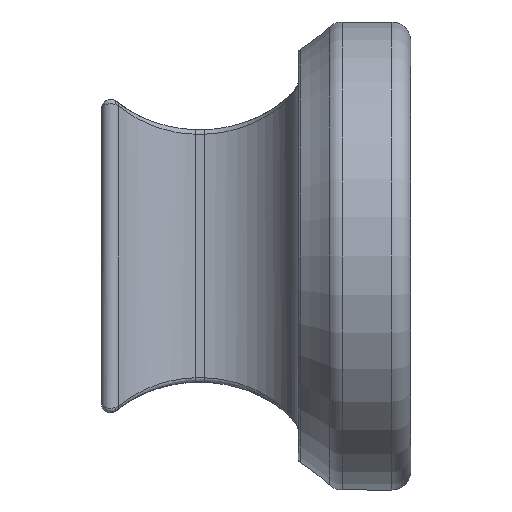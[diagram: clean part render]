
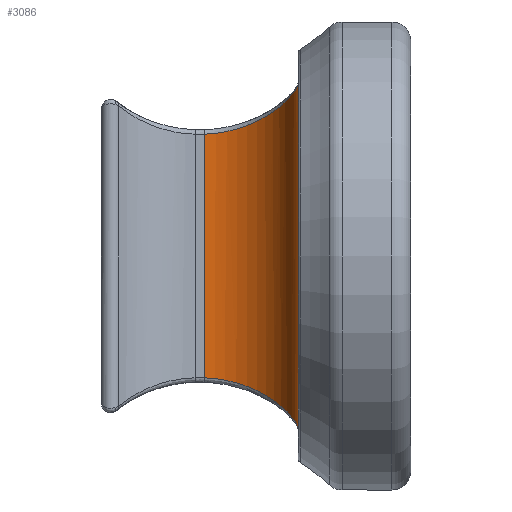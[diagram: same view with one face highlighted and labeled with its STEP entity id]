
A CAD part, front view. The second image highlights one B-rep face of the part: STEP entity #3086.
In plain terms, the highlighted cylindrical face has radius 10 mm (diameter 20 mm), a partial arc.
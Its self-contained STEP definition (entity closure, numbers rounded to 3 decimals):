
#91=LINE('',#5340,#273);
#92=LINE('',#5341,#274);
#273=VECTOR('',#3709,10.);
#274=VECTOR('',#3710,10.);
#453=CYLINDRICAL_SURFACE('',#3307,10.);
#740=FACE_OUTER_BOUND('',#921,.T.);
#921=EDGE_LOOP('',(#2243,#2244,#2245,#2246));
#1120=B_SPLINE_CURVE_WITH_KNOTS('',3,(#5240,#5241,#5242,#5243,#5244,#5245,
#5246),.UNSPECIFIED.,.F.,.F.,(4,1,1,1,4),(-1.749,-1.25,
-0.75,-0.5,0.),.UNSPECIFIED.);
#1121=B_SPLINE_CURVE_WITH_KNOTS('',3,(#5304,#5305,#5306,#5307,#5308,#5309,
#5310),.UNSPECIFIED.,.F.,.F.,(4,1,1,1,4),(-1.749,-1.25,
-0.75,-0.5,0.),
 .UNSPECIFIED.);
#1411=VERTEX_POINT('',#5190);
#1412=VERTEX_POINT('',#5238);
#1415=VERTEX_POINT('',#5257);
#1416=VERTEX_POINT('',#5302);
#1718=EDGE_CURVE('',#1412,#1411,#1120,.T.);
#1727=EDGE_CURVE('',#1416,#1415,#1121,.T.);
#1729=EDGE_CURVE('',#1416,#1411,#91,.T.);
#1730=EDGE_CURVE('',#1412,#1415,#92,.T.);
#2243=ORIENTED_EDGE('',*,*,#1727,.F.);
#2244=ORIENTED_EDGE('',*,*,#1729,.T.);
#2245=ORIENTED_EDGE('',*,*,#1718,.F.);
#2246=ORIENTED_EDGE('',*,*,#1730,.T.);
#3086=ADVANCED_FACE('',(#740),#453,.F.);
#3307=AXIS2_PLACEMENT_3D('',#5339,#3707,#3708);
#3707=DIRECTION('center_axis',(0.,0.,1.));
#3708=DIRECTION('ref_axis',(0.707,0.707,0.));
#3709=DIRECTION('',(0.,0.,-1.));
#3710=DIRECTION('',(0.,0.,1.));
#5190=CARTESIAN_POINT('',(0.5,25.,-12.988));
#5238=CARTESIAN_POINT('',(10.5,15.,-18.498));
#5240=CARTESIAN_POINT('Ctrl Pts',(10.5,15.,-18.498));
#5241=CARTESIAN_POINT('Ctrl Pts',(10.5,16.543,-18.11));
#5242=CARTESIAN_POINT('Ctrl Pts',(9.784,19.494,-16.89));
#5243=CARTESIAN_POINT('Ctrl Pts',(7.536,22.36,-15.051));
#5244=CARTESIAN_POINT('Ctrl Pts',(4.429,24.413,-13.54));
#5245=CARTESIAN_POINT('Ctrl Pts',(2.086,25.,-13.029));
#5246=CARTESIAN_POINT('Ctrl Pts',(0.5,25.,-12.988));
#5257=CARTESIAN_POINT('',(10.5,15.,18.498));
#5302=CARTESIAN_POINT('',(0.5,25.,12.988));
#5304=CARTESIAN_POINT('Ctrl Pts',(0.5,25.,12.988));
#5305=CARTESIAN_POINT('Ctrl Pts',(2.086,25.,13.029));
#5306=CARTESIAN_POINT('Ctrl Pts',(5.209,24.21,13.715));
#5307=CARTESIAN_POINT('Ctrl Pts',(8.052,21.82,15.434));
#5308=CARTESIAN_POINT('Ctrl Pts',(9.963,18.761,17.195));
#5309=CARTESIAN_POINT('Ctrl Pts',(10.5,16.543,18.11));
#5310=CARTESIAN_POINT('Ctrl Pts',(10.5,15.,18.498));
#5339=CARTESIAN_POINT('Origin',(0.5,15.,0.));
#5340=CARTESIAN_POINT('',(0.5,25.,0.));
#5341=CARTESIAN_POINT('',(10.5,15.,0.));
